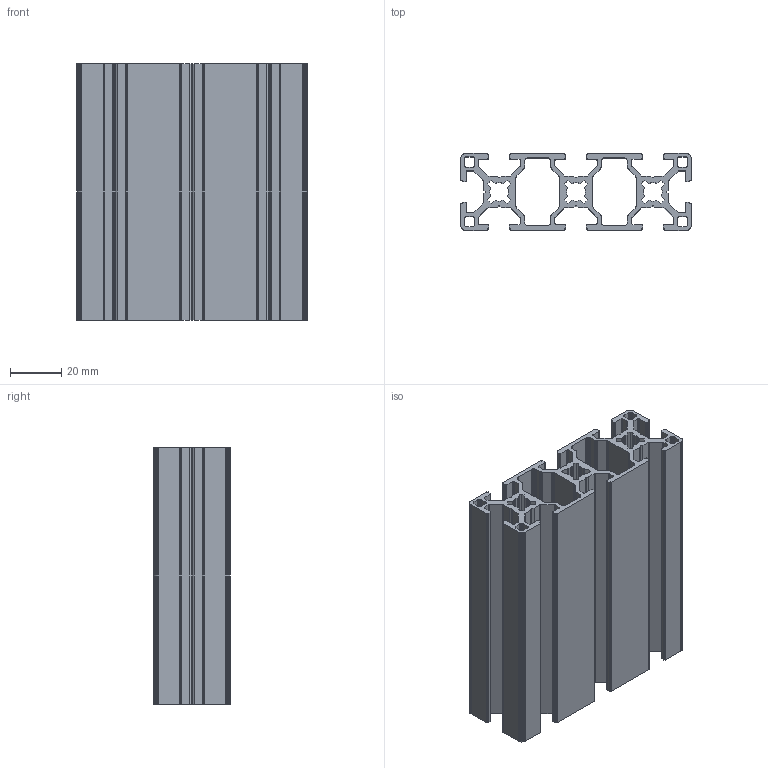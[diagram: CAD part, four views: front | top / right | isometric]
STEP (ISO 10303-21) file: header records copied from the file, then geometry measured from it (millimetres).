
FILE_DESCRIPTION(/* description */ ('Aluminiumprofil 30x90'),/* implementation_level */ '2;1');
FILE_NAME(/* name */ '481993762 Aluminiumprofil 30x90.stp',/* time_stamp */ '2021-11-10T14:16:14+01:00',/* author */ ('Unknown'),/* organization */ ('Unknown'),/* preprocessor_version */ 'ST-DEVELOPER v17.2',/* originating_system */ 'Autodesk Inventor 2019',/* authorisation */ ' ');
FILE_SCHEMA (('AUTOMOTIVE_DESIGN { 1 0 10303 214 3 1 1 }'));
Length unit declared in the file: millimetre
Products named in the file (1): 481993762
Bounding box: 90 x 30 x 100 mm (x, y, z)
Volume: 79246.6 mm3; surface area: 80936.9 mm2
Topology: 1 solids, 1 shells, 1385 faces, 4149 edges, 2766 vertices
Faces by surface type: plane 1385
Entity records: 45749 total; most frequent: CARTESIAN_POINT 8301, ORIENTED_EDGE 8298, DIRECTION 6921, LINE 4149, VECTOR 4149, EDGE_CURVE 4149, VERTEX_POINT 2766, EDGE_LOOP 1403
